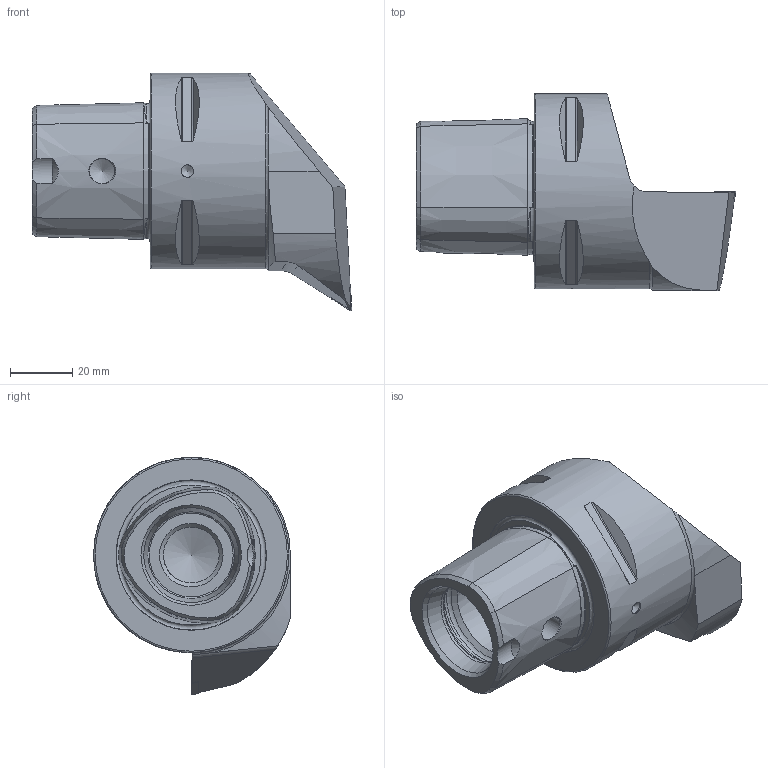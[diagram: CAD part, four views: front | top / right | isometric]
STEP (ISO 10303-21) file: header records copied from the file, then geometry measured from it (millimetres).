
FILE_DESCRIPTION (( 'STEP AP214' ), '1' );
FILE_NAME ('PS6.KDA.RUA.065.STEP', '2020-11-20T13:16:04', ( '' ), ( '' ), 'SwSTEP 2.0', 'SolidWorks 2017', '' );
FILE_SCHEMA (( 'AUTOMOTIVE_DESIGN' ));
Length unit declared in the file: millimetre
Products named in the file (5): PS6-KDA.RUA.065_A; DCMT070204; KVT_MB_600_060; WCA-ER2.001.006_A; PS6.KDA.RUA.065
Assembly tree (4 placements, depth 2):
  PS6.KDA.RUA.065
    PS6-KDA.RUA.065_A
    DCMT070204
    WCA-ER2.001.006_A
    KVT_MB_600_060
Bounding box: 102.99 x 63.5 x 76.49 mm (x, y, z)
Volume: 157615 mm3; surface area: 27582.6 mm2
Topology: 5 solids, 5 shells, 200 faces, 492 edges, 305 vertices
Faces by surface type: cone 65, plane 57, cylinder 46, torus 18, bspline 12, sphere 2
Full cylindrical faces by diameter (mm): 2.05 x1, 2.5 x1, 2.8 x1, 3.4 x1, 3.85 x1, 4 x1, 5 x3, 6 x3, 8.1 x2, 18 x1, 28 x2, 32 x1, 63 x1
Entity records: 6571 total; most frequent: CARTESIAN_POINT 2162, ORIENTED_EDGE 838, DIRECTION 823, EDGE_CURVE 419, AXIS2_PLACEMENT_3D 339, VERTEX_POINT 289, EDGE_LOOP 268, FACE_OUTER_BOUND 227
